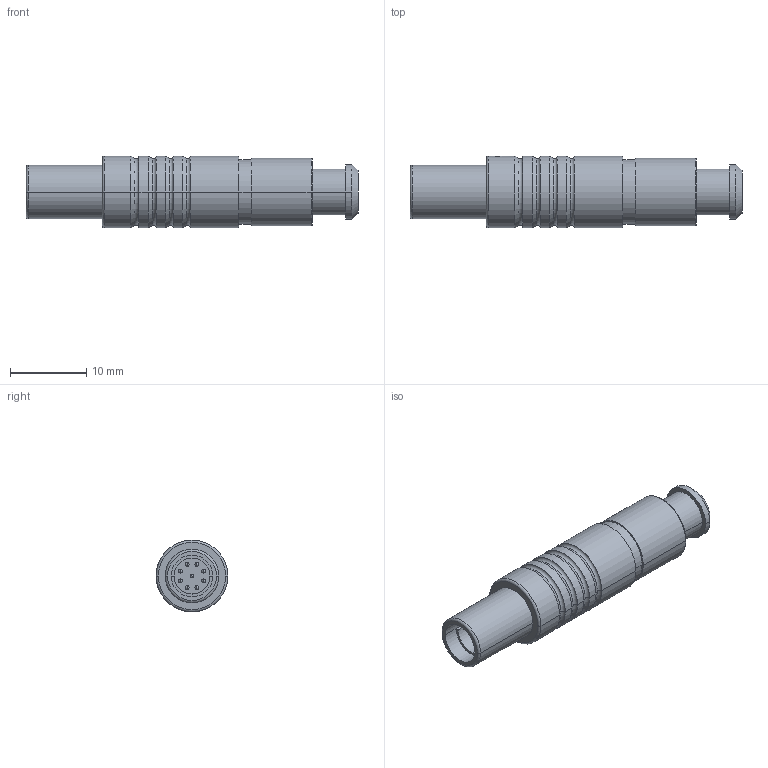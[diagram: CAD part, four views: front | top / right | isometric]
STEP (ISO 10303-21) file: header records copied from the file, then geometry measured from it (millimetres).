
FILE_DESCRIPTION((''),'2;1');
FILE_NAME('S20F1C-P09M','2021-01-21T15:52:51',('RTrager'),(''),'CREO PARAMETRIC BY PTC INC, 2018300','CREO PARAMETRIC BY PTC INC, 2018300','');
FILE_SCHEMA(('AP242_MANAGED_MODEL_BASED_3D_ENGINEERING_MIM_LF { 1 0 10303 442 1 1 4 }'));
Length unit declared in the file: millimetre
Products named in the file (1): S20F1C-P09M
Bounding box: 43.5 x 9.4 x 9.4 mm (x, y, z)
Volume: 1773.1 mm3; surface area: 2064.3 mm2
Topology: 1 solids, 1 shells, 188 faces, 444 edges, 267 vertices
Faces by surface type: cylinder 104, plane 34, torus 22, sphere 18, cone 10
Entity records: 8622 total; most frequent: CARTESIAN_POINT 1346, DIRECTION 1008, ORIENTED_EDGE 852, PRESENTATION_STYLE_ASSIGNMENT 556, AXIS2_PLACEMENT_3D 432, STYLED_ITEM 430, CURVE_STYLE 426, EDGE_CURVE 426
